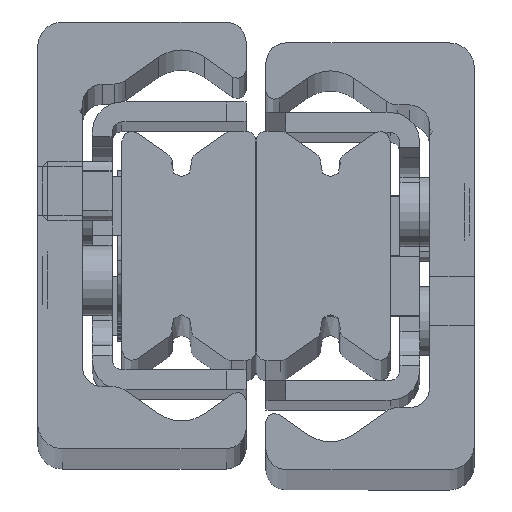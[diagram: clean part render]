
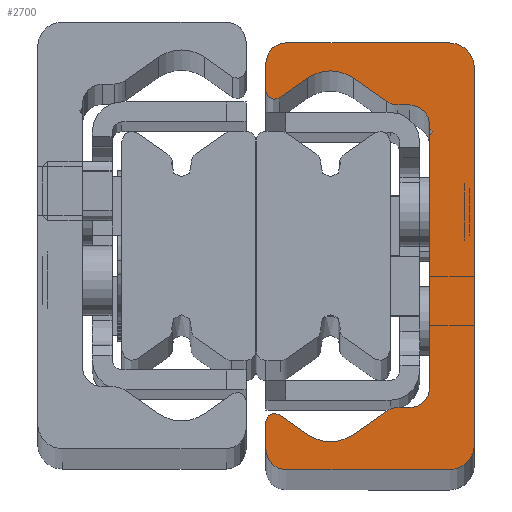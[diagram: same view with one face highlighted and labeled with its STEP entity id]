
A CAD part, top view. The second image highlights one B-rep face of the part: STEP entity #2700.
In plain terms, the highlighted face is planar.
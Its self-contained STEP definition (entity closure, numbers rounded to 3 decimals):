
#1669=CARTESIAN_POINT('',(-0.001,2.5,0.0));
#1670=VERTEX_POINT('',#1669);
#1677=CARTESIAN_POINT('',(2.499,0.,0.0));
#1678=VERTEX_POINT('',#1677);
#1679=CARTESIAN_POINT('',(2.499,2.5,0.0));
#1680=DIRECTION('',(0.0,0.0,1.0));
#1681=DIRECTION('',(-1.0,0.0,0.0));
#1682=AXIS2_PLACEMENT_3D('',#1679,#1680,#1681);
#1683=CIRCLE('',#1682,2.5);
#1684=EDGE_CURVE('',#1670,#1678,#1683,.T.);
#1708=CARTESIAN_POINT('',(-0.001,40.5,0.0));
#1709=VERTEX_POINT('',#1708);
#1716=CARTESIAN_POINT('',(-0.001,40.5,0.0));
#1717=DIRECTION('',(0.0,-1.0,0.0));
#1718=VECTOR('',#1717,38.);
#1719=LINE('',#1716,#1718);
#1720=EDGE_CURVE('',#1709,#1670,#1719,.T.);
#1797=CARTESIAN_POINT('',(2.499,43.0,0.0));
#1798=VERTEX_POINT('',#1797);
#1805=CARTESIAN_POINT('',(2.499,40.5,0.0));
#1806=DIRECTION('',(0.0,0.0,1.0));
#1807=DIRECTION('',(0.0,1.0,0.0));
#1808=AXIS2_PLACEMENT_3D('',#1805,#1806,#1807);
#1809=CIRCLE('',#1808,2.5);
#1810=EDGE_CURVE('',#1798,#1709,#1809,.T.);
#1829=CARTESIAN_POINT('',(18.999,43.0,0.0));
#1830=VERTEX_POINT('',#1829);
#1837=CARTESIAN_POINT('',(18.999,43.0,0.0));
#1838=DIRECTION('',(-1.0,0.0,0.0));
#1839=VECTOR('',#1838,16.5);
#1840=LINE('',#1837,#1839);
#1841=EDGE_CURVE('',#1830,#1798,#1840,.T.);
#1861=CARTESIAN_POINT('',(20.999,41.0,0.0));
#1862=VERTEX_POINT('',#1861);
#1869=CARTESIAN_POINT('',(18.999,41.0,0.0));
#1870=DIRECTION('',(0.0,0.0,1.0));
#1871=DIRECTION('',(1.0,0.0,0.0));
#1872=AXIS2_PLACEMENT_3D('',#1869,#1870,#1871);
#1873=CIRCLE('',#1872,2.);
#1874=EDGE_CURVE('',#1862,#1830,#1873,.T.);
#1893=CARTESIAN_POINT('',(20.999,38.15,0.0));
#1894=VERTEX_POINT('',#1893);
#1901=CARTESIAN_POINT('',(20.999,38.15,0.0));
#1902=DIRECTION('',(0.0,1.0,0.0));
#1903=VECTOR('',#1902,2.85);
#1904=LINE('',#1901,#1903);
#1905=EDGE_CURVE('',#1894,#1862,#1904,.T.);
#1925=CARTESIAN_POINT('',(19.662,37.453,0.0));
#1926=VERTEX_POINT('',#1925);
#1933=CARTESIAN_POINT('',(20.149,38.15,0.0));
#1934=DIRECTION('',(0.0,0.0,1.0));
#1935=DIRECTION('',(-0.574,-0.819,0.0));
#1936=AXIS2_PLACEMENT_3D('',#1933,#1934,#1935);
#1937=CIRCLE('',#1936,0.85);
#1938=EDGE_CURVE('',#1926,#1894,#1937,.T.);
#1957=CARTESIAN_POINT('',(16.794,39.462,0.0));
#1958=VERTEX_POINT('',#1957);
#1965=CARTESIAN_POINT('',(16.794,39.462,0.0));
#1966=DIRECTION('',(0.819,-0.574,0.0));
#1967=VECTOR('',#1966,3.501);
#1968=LINE('',#1965,#1967);
#1969=EDGE_CURVE('',#1958,#1926,#1968,.T.);
#1989=CARTESIAN_POINT('',(12.205,39.462,0.0));
#1990=VERTEX_POINT('',#1989);
#1997=CARTESIAN_POINT('',(14.499,36.185,0.0));
#1998=DIRECTION('',(0.0,0.0,-1.0));
#1999=DIRECTION('',(-0.574,-0.819,0.0));
#2000=AXIS2_PLACEMENT_3D('',#1997,#1998,#1999);
#2001=CIRCLE('',#2000,4.);
#2002=EDGE_CURVE('',#1990,#1958,#2001,.T.);
#2021=CARTESIAN_POINT('',(8.849,37.112,0.0));
#2022=VERTEX_POINT('',#2021);
#2029=CARTESIAN_POINT('',(8.849,37.112,0.0));
#2030=DIRECTION('',(0.819,0.574,0.0));
#2031=VECTOR('',#2030,4.097);
#2032=LINE('',#2029,#2031);
#2033=EDGE_CURVE('',#2022,#1990,#2032,.T.);
#2053=CARTESIAN_POINT('',(7.702,36.75,0.0));
#2054=VERTEX_POINT('',#2053);
#2061=CARTESIAN_POINT('',(7.702,38.75,0.0));
#2062=DIRECTION('',(0.0,0.0,1.0));
#2063=DIRECTION('',(0.0,-1.0,0.0));
#2064=AXIS2_PLACEMENT_3D('',#2061,#2062,#2063);
#2065=CIRCLE('',#2064,2.);
#2066=EDGE_CURVE('',#2054,#2022,#2065,.T.);
#2085=CARTESIAN_POINT('',(6.499,36.75,0.0));
#2086=VERTEX_POINT('',#2085);
#2093=CARTESIAN_POINT('',(6.499,36.75,0.0));
#2094=DIRECTION('',(1.0,0.0,0.0));
#2095=VECTOR('',#2094,1.203);
#2096=LINE('',#2093,#2095);
#2097=EDGE_CURVE('',#2086,#2054,#2096,.T.);
#2117=CARTESIAN_POINT('',(4.499,34.75,0.0));
#2118=VERTEX_POINT('',#2117);
#2125=CARTESIAN_POINT('',(6.499,34.75,0.0));
#2126=DIRECTION('',(0.0,0.0,-1.0));
#2127=DIRECTION('',(0.0,-1.0,0.0));
#2128=AXIS2_PLACEMENT_3D('',#2125,#2126,#2127);
#2129=CIRCLE('',#2128,2.0);
#2130=EDGE_CURVE('',#2118,#2086,#2129,.T.);
#2149=CARTESIAN_POINT('',(4.499,34.361,0.0));
#2150=VERTEX_POINT('',#2149);
#2157=CARTESIAN_POINT('',(4.499,34.361,0.0));
#2158=DIRECTION('',(0.0,1.0,0.0));
#2159=VECTOR('',#2158,0.389);
#2160=LINE('',#2157,#2159);
#2161=EDGE_CURVE('',#2150,#2118,#2160,.T.);
#2181=CARTESIAN_POINT('',(4.411,34.234,0.0));
#2182=VERTEX_POINT('',#2181);
#2189=CARTESIAN_POINT('',(4.363,34.361,0.0));
#2190=DIRECTION('',(0.0,0.0,1.));
#2191=DIRECTION('',(0.353,-0.936,0.0));
#2192=AXIS2_PLACEMENT_3D('',#2189,#2190,#2191);
#2193=CIRCLE('',#2192,0.136);
#2194=EDGE_CURVE('',#2182,#2150,#2193,.T.);
#2214=CARTESIAN_POINT('',(4.422,33.762,0.0));
#2215=VERTEX_POINT('',#2214);
#2222=CARTESIAN_POINT('',(4.499,34.0,0.0));
#2223=DIRECTION('',(0.0,0.0,-1.0));
#2224=DIRECTION('',(0.353,-0.936,0.0));
#2225=AXIS2_PLACEMENT_3D('',#2222,#2223,#2224);
#2226=CIRCLE('',#2225,0.25);
#2227=EDGE_CURVE('',#2215,#2182,#2226,.T.);
#2247=CARTESIAN_POINT('',(4.499,33.656,0.0));
#2248=VERTEX_POINT('',#2247);
#2255=CARTESIAN_POINT('',(4.387,33.656,0.0));
#2256=DIRECTION('',(0.0,0.0,1.0));
#2257=DIRECTION('',(1.0,0.0,0.0));
#2258=AXIS2_PLACEMENT_3D('',#2255,#2256,#2257);
#2259=CIRCLE('',#2258,0.112);
#2260=EDGE_CURVE('',#2248,#2215,#2259,.T.);
#2279=CARTESIAN_POINT('',(4.499,8.25,0.0));
#2280=VERTEX_POINT('',#2279);
#2287=CARTESIAN_POINT('',(4.499,8.25,0.0));
#2288=DIRECTION('',(0.0,1.0,0.0));
#2289=VECTOR('',#2288,25.406);
#2290=LINE('',#2287,#2289);
#2291=EDGE_CURVE('',#2280,#2248,#2290,.T.);
#2368=CARTESIAN_POINT('',(6.499,6.25,0.0));
#2369=VERTEX_POINT('',#2368);
#2376=CARTESIAN_POINT('',(6.499,8.25,0.0));
#2377=DIRECTION('',(0.0,0.0,-1.0));
#2378=DIRECTION('',(1.0,0.0,0.0));
#2379=AXIS2_PLACEMENT_3D('',#2376,#2377,#2378);
#2380=CIRCLE('',#2379,2.0);
#2381=EDGE_CURVE('',#2369,#2280,#2380,.T.);
#2400=CARTESIAN_POINT('',(7.702,6.25,0.0));
#2401=VERTEX_POINT('',#2400);
#2408=CARTESIAN_POINT('',(7.702,6.25,0.0));
#2409=DIRECTION('',(-1.0,0.0,0.0));
#2410=VECTOR('',#2409,1.203);
#2411=LINE('',#2408,#2410);
#2412=EDGE_CURVE('',#2401,#2369,#2411,.T.);
#2432=CARTESIAN_POINT('',(8.849,5.888,0.0));
#2433=VERTEX_POINT('',#2432);
#2440=CARTESIAN_POINT('',(7.702,4.25,0.0));
#2441=DIRECTION('',(0.0,0.0,1.0));
#2442=DIRECTION('',(0.574,0.819,0.0));
#2443=AXIS2_PLACEMENT_3D('',#2440,#2441,#2442);
#2444=CIRCLE('',#2443,2.);
#2445=EDGE_CURVE('',#2433,#2401,#2444,.T.);
#2464=CARTESIAN_POINT('',(12.205,3.538,0.0));
#2465=VERTEX_POINT('',#2464);
#2472=CARTESIAN_POINT('',(12.205,3.538,0.0));
#2473=DIRECTION('',(-0.819,0.574,0.0));
#2474=VECTOR('',#2473,4.097);
#2475=LINE('',#2472,#2474);
#2476=EDGE_CURVE('',#2465,#2433,#2475,.T.);
#2496=CARTESIAN_POINT('',(16.794,3.538,0.0));
#2497=VERTEX_POINT('',#2496);
#2504=CARTESIAN_POINT('',(14.499,6.815,0.0));
#2505=DIRECTION('',(0.0,0.0,-1.0));
#2506=DIRECTION('',(0.574,0.819,0.0));
#2507=AXIS2_PLACEMENT_3D('',#2504,#2505,#2506);
#2508=CIRCLE('',#2507,4.);
#2509=EDGE_CURVE('',#2497,#2465,#2508,.T.);
#2528=CARTESIAN_POINT('',(19.662,5.547,0.0));
#2529=VERTEX_POINT('',#2528);
#2536=CARTESIAN_POINT('',(19.662,5.547,0.0));
#2537=DIRECTION('',(-0.819,-0.574,0.0));
#2538=VECTOR('',#2537,3.501);
#2539=LINE('',#2536,#2538);
#2540=EDGE_CURVE('',#2529,#2497,#2539,.T.);
#2560=CARTESIAN_POINT('',(20.999,4.85,0.0));
#2561=VERTEX_POINT('',#2560);
#2568=CARTESIAN_POINT('',(20.149,4.85,0.0));
#2569=DIRECTION('',(0.0,0.0,1.0));
#2570=DIRECTION('',(1.0,0.0,0.0));
#2571=AXIS2_PLACEMENT_3D('',#2568,#2569,#2570);
#2572=CIRCLE('',#2571,0.85);
#2573=EDGE_CURVE('',#2561,#2529,#2572,.T.);
#2592=CARTESIAN_POINT('',(20.999,2.,0.0));
#2593=VERTEX_POINT('',#2592);
#2600=CARTESIAN_POINT('',(20.999,2.,0.0));
#2601=DIRECTION('',(0.0,1.0,0.0));
#2602=VECTOR('',#2601,2.85);
#2603=LINE('',#2600,#2602);
#2604=EDGE_CURVE('',#2593,#2561,#2603,.T.);
#2624=CARTESIAN_POINT('',(18.999,0.,0.0));
#2625=VERTEX_POINT('',#2624);
#2632=CARTESIAN_POINT('',(18.999,2.,0.0));
#2633=DIRECTION('',(0.0,0.0,1.0));
#2634=DIRECTION('',(0.0,-1.0,0.0));
#2635=AXIS2_PLACEMENT_3D('',#2632,#2633,#2634);
#2636=CIRCLE('',#2635,2.);
#2637=EDGE_CURVE('',#2625,#2593,#2636,.T.);
#2655=CARTESIAN_POINT('',(2.499,0.,0.0));
#2656=DIRECTION('',(1.0,0.0,0.0));
#2657=VECTOR('',#2656,16.5);
#2658=LINE('',#2655,#2657);
#2659=EDGE_CURVE('',#1678,#2625,#2658,.T.);
#2665=CARTESIAN_POINT('',(7.822,21.517,0.0));
#2666=DIRECTION('',(0.0,0.0,1.0));
#2667=DIRECTION('',(1.0,0.0,0.0));
#2668=AXIS2_PLACEMENT_3D('',#2665,#2666,#2667);
#2669=PLANE('',#2668);
#2670=ORIENTED_EDGE('',*,*,#2659,.F.);
#2671=ORIENTED_EDGE('',*,*,#1684,.F.);
#2672=ORIENTED_EDGE('',*,*,#1720,.F.);
#2673=ORIENTED_EDGE('',*,*,#1810,.F.);
#2674=ORIENTED_EDGE('',*,*,#1841,.F.);
#2675=ORIENTED_EDGE('',*,*,#1874,.F.);
#2676=ORIENTED_EDGE('',*,*,#1905,.F.);
#2677=ORIENTED_EDGE('',*,*,#1938,.F.);
#2678=ORIENTED_EDGE('',*,*,#1969,.F.);
#2679=ORIENTED_EDGE('',*,*,#2002,.F.);
#2680=ORIENTED_EDGE('',*,*,#2033,.F.);
#2681=ORIENTED_EDGE('',*,*,#2066,.F.);
#2682=ORIENTED_EDGE('',*,*,#2097,.F.);
#2683=ORIENTED_EDGE('',*,*,#2130,.F.);
#2684=ORIENTED_EDGE('',*,*,#2161,.F.);
#2685=ORIENTED_EDGE('',*,*,#2194,.F.);
#2686=ORIENTED_EDGE('',*,*,#2227,.F.);
#2687=ORIENTED_EDGE('',*,*,#2260,.F.);
#2688=ORIENTED_EDGE('',*,*,#2291,.F.);
#2689=ORIENTED_EDGE('',*,*,#2381,.F.);
#2690=ORIENTED_EDGE('',*,*,#2412,.F.);
#2691=ORIENTED_EDGE('',*,*,#2445,.F.);
#2692=ORIENTED_EDGE('',*,*,#2476,.F.);
#2693=ORIENTED_EDGE('',*,*,#2509,.F.);
#2694=ORIENTED_EDGE('',*,*,#2540,.F.);
#2695=ORIENTED_EDGE('',*,*,#2573,.F.);
#2696=ORIENTED_EDGE('',*,*,#2604,.F.);
#2697=ORIENTED_EDGE('',*,*,#2637,.F.);
#2698=EDGE_LOOP('',(#2670,#2671,#2672,#2673,#2674,#2675,#2676,#2677,#2678,#2679,#2680,#2681,#2682,#2683,#2684,#2685,#2686,#2687,#2688,#2689,#2690,#2691,#2692,#2693,#2694,#2695,#2696,#2697));
#2699=FACE_OUTER_BOUND('',#2698,.T.);
#2700=ADVANCED_FACE('',(#2699),#2669,.F.);
